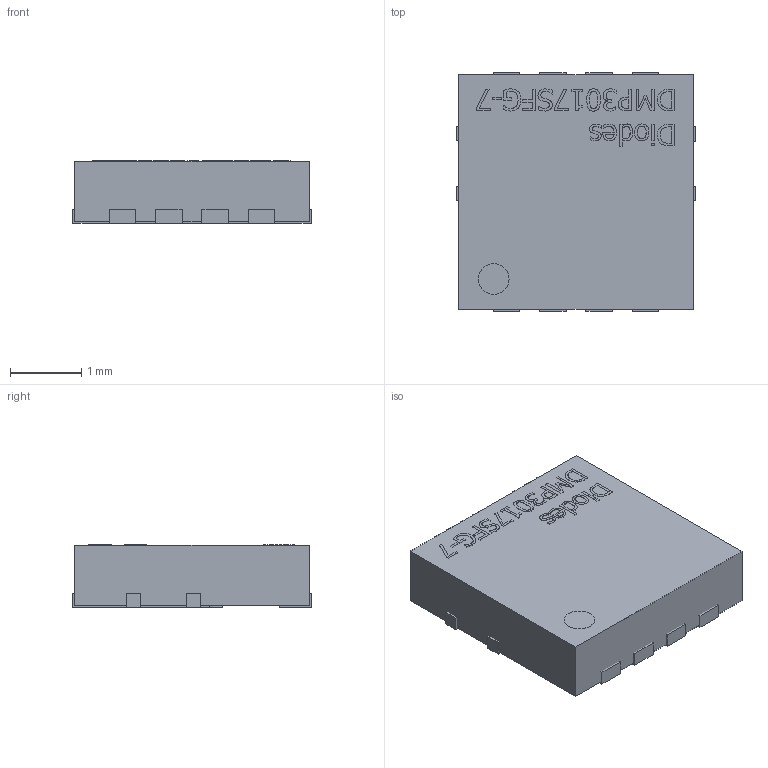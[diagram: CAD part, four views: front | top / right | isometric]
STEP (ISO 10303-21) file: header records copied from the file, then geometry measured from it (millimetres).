
FILE_DESCRIPTION( ( '' ), ' ' );
FILE_NAME( '5b4bae46e3e1a70ecef65617.step', '2018-07-15T20:27:51', ( '' ), ( '' ), ' ', ' ', ' ' );
FILE_SCHEMA( ( 'AUTOMOTIVE_DESIGN { 1 0 10303 214 1 1 1 1 }' ) );
Length unit declared in the file: metre
Products named in the file (26): Open CASCADE STEP translator 6.8 3; Open CASCADE STEP translator 6.8 2; Open CASCADE STEP translator 6.8 1
Bounding box: 3.35 x 3.35 x 0.88 mm (x, y, z)
Surface area: 54.5 mm2
Topology: 26 solids, 26 shells, 354 faces, 906 edges, 604 vertices
Faces by surface type: plane 221, extrusion 95, cylinder 33, bspline 5
Full cylindrical faces by diameter (mm): 0.432 x1
Entity records: 19203 total; most frequent: CARTESIAN_POINT 3401, ORIENTED_EDGE 1810, DIRECTION 1378, STYLED_ITEM 1259, PRESENTATION_STYLE_ASSIGNMENT 1259, COLOUR_RGB 1259, EDGE_CURVE 905, CURVE_STYLE 905
